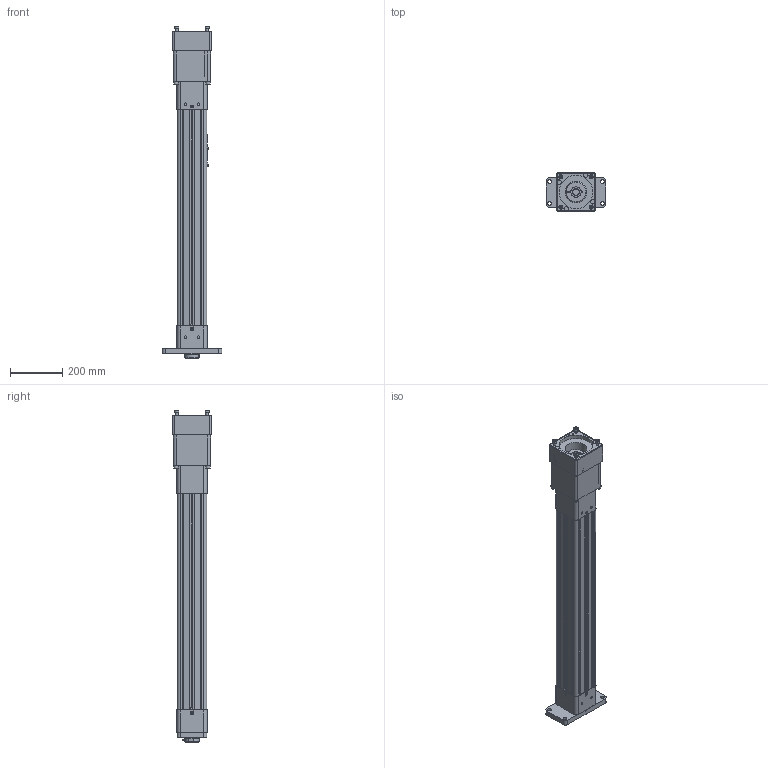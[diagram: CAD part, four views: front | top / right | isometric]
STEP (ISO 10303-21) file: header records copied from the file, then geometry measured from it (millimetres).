
FILE_DESCRIPTION (( 'STEP AP203' ), '1' );
FILE_NAME ('RS-485302-1.step', '2025-04-02T18:35:50', ( '' ), ( '' ), 'SwSTEP 2.0', 'SolidWorks 2024', '' );
FILE_SCHEMA (( 'CONFIG_CONTROL_DESIGN' ));
Length unit declared in the file: inch
Products named in the file (5): RS-485302-1; tempJoin2_11649330_RS-485302-1; Base_RS-485302-1; 11649484_RS-485302-1; 11249810_RS-485302-1
Assembly tree (5 placements, depth 2):
  RS-485302-1
    11649484_RS-485302-1
    11249810_RS-485302-1  x2
    tempJoin2_11649330_RS-485302-1
    Base_RS-485302-1
Bounding box: 228.6 x 149.86 x 1275.55 mm (x, y, z)
Volume: 12022966.7 mm3; surface area: 1448113 mm2
Topology: 6 solids, 34 shells, 1420 faces, 3375 edges, 2177 vertices
Faces by surface type: plane 839, cylinder 309, cone 130, bspline 126, torus 16
Full cylindrical faces by diameter (mm): 1 x4, 2.25 x4, 2.5 x8, 5 x1, 5.41 x1, 6.35 x2, 6.355 x2, 7.366 x2, 8.499 x4, 9.347 x8, 9.525 x2, 10 x12, 10.025 x4, 10.312 x2, 10.381 x4, 10.719 x4, 10.72 x4, 10.75 x6, 12 x4, 12.523 x6, 12.7 x5, 12.771 x5, 13.106 x6, 14.275 x2, 14.3 x2, 14.681 x4, 15.875 x2, 16 x12, 17.5 x4, 18 x8
Entity records: 36309 total; most frequent: CARTESIAN_POINT 9187, DIRECTION 5454, ORIENTED_EDGE 5002, EDGE_CURVE 2501, AXIS2_PLACEMENT_3D 1966, VERTEX_POINT 1739, EDGE_LOOP 1690, VECTOR 1522
